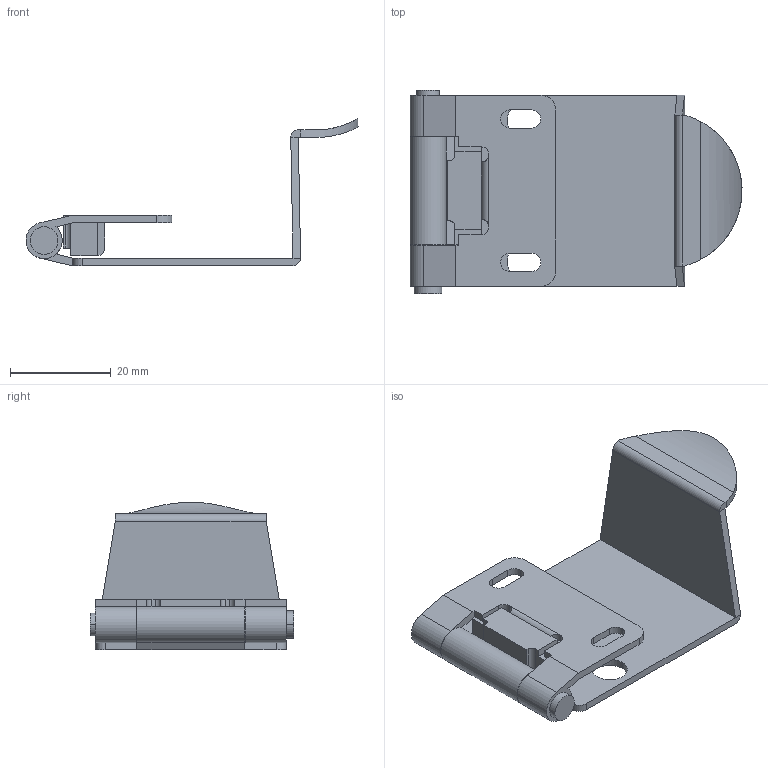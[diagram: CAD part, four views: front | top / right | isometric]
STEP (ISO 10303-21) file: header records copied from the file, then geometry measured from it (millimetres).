
FILE_DESCRIPTION (( 'STEP AP203' ), '1' );
FILE_NAME ('C-1217.STEP', '2012-06-12T05:22:27', ( '11sw' ), ( 'タキゲン製造株式会社' ), 'SwSTEP 2.0', 'SolidWorks 2011', '' );
FILE_SCHEMA (( 'CONFIG_CONTROL_DESIGN' ));
Length unit declared in the file: millimetre
Products named in the file (3): C-1217; C-1217ヒンジA_; C-1217ヒンジB_
Assembly tree (2 placements, depth 2):
  C-1217
    C-1217ヒンジA_
    C-1217ヒンジB_
Bounding box: 65.99 x 40.5 x 29.29 mm (x, y, z)
Volume: 7893.6 mm3; surface area: 10332.3 mm2
Topology: 2 solids, 2 shells, 108 faces, 294 edges, 190 vertices
Faces by surface type: plane 64, cylinder 44
Entity records: 3839 total; most frequent: CARTESIAN_POINT 723, DIRECTION 594, ORIENTED_EDGE 588, EDGE_CURVE 294, LINE 204, VECTOR 204, AXIS2_PLACEMENT_3D 195, VERTEX_POINT 190
